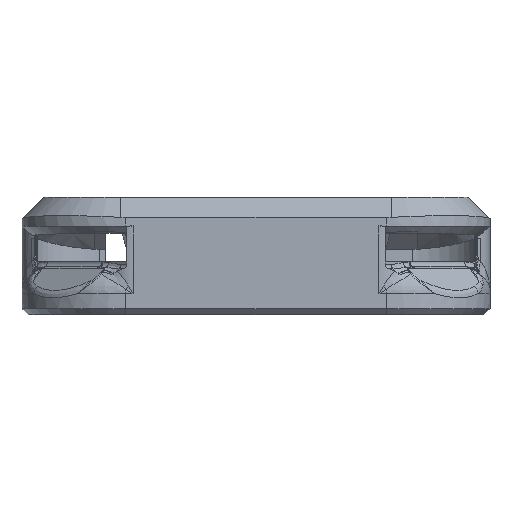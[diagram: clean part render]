
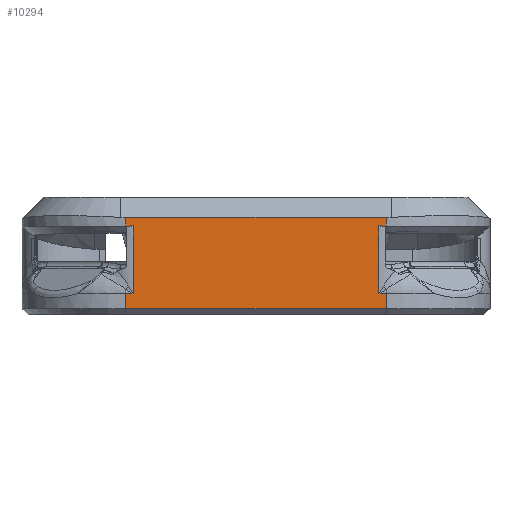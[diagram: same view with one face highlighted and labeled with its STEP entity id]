
A CAD part, front view. The second image highlights one B-rep face of the part: STEP entity #10294.
In plain terms, the highlighted planar face has unit normal (0, -1, 0).
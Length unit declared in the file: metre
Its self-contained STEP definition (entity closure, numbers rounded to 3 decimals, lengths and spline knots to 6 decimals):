
#556=LINE('',#16391,#1241);
#557=LINE('',#16394,#1242);
#558=LINE('',#16401,#1243);
#559=LINE('',#16408,#1244);
#560=LINE('',#16410,#1245);
#561=LINE('',#16412,#1246);
#562=LINE('',#16419,#1247);
#563=LINE('',#16426,#1248);
#1241=VECTOR('',#13086,1.);
#1242=VECTOR('',#13087,1.);
#1243=VECTOR('',#13088,1.);
#1244=VECTOR('',#13089,1.);
#1245=VECTOR('',#13090,1.);
#1246=VECTOR('',#13091,1.);
#1247=VECTOR('',#13092,1.);
#1248=VECTOR('',#13093,1.);
#1651=PLANE('',#11189);
#2114=B_SPLINE_CURVE_WITH_KNOTS('',3,(#16396,#16397,#16398,#16399),
 .UNSPECIFIED.,.F.,.F.,(4,4),(0.008617,0.010045),
 .UNSPECIFIED.);
#2115=B_SPLINE_CURVE_WITH_KNOTS('',3,(#16403,#16404,#16405,#16406),
 .UNSPECIFIED.,.F.,.F.,(4,4),(0.005276,0.006694),
 .UNSPECIFIED.);
#2116=B_SPLINE_CURVE_WITH_KNOTS('',3,(#16414,#16415,#16416,#16417),
 .UNSPECIFIED.,.F.,.F.,(4,4),(0.005276,0.006694),
 .UNSPECIFIED.);
#2117=B_SPLINE_CURVE_WITH_KNOTS('',3,(#16421,#16422,#16423,#16424),
 .UNSPECIFIED.,.F.,.F.,(4,4),(0.008617,0.010045),
 .UNSPECIFIED.);
#3607=ORIENTED_EDGE('',*,*,#6261,.T.);
#3608=ORIENTED_EDGE('',*,*,#6262,.F.);
#3609=ORIENTED_EDGE('',*,*,#6263,.F.);
#3610=ORIENTED_EDGE('',*,*,#6264,.F.);
#3611=ORIENTED_EDGE('',*,*,#6265,.F.);
#3612=ORIENTED_EDGE('',*,*,#6266,.F.);
#3613=ORIENTED_EDGE('',*,*,#6267,.T.);
#3614=ORIENTED_EDGE('',*,*,#6268,.T.);
#3615=ORIENTED_EDGE('',*,*,#6269,.T.);
#3616=ORIENTED_EDGE('',*,*,#6270,.T.);
#3617=ORIENTED_EDGE('',*,*,#6271,.T.);
#3618=ORIENTED_EDGE('',*,*,#6272,.T.);
#6261=EDGE_CURVE('',#7663,#7664,#556,.T.);
#6262=EDGE_CURVE('',#7665,#7664,#557,.T.);
#6263=EDGE_CURVE('',#7666,#7665,#2114,.T.);
#6264=EDGE_CURVE('',#7667,#7666,#558,.F.);
#6265=EDGE_CURVE('',#7668,#7667,#2115,.T.);
#6266=EDGE_CURVE('',#7669,#7668,#559,.T.);
#6267=EDGE_CURVE('',#7669,#7670,#560,.F.);
#6268=EDGE_CURVE('',#7670,#7671,#561,.T.);
#6269=EDGE_CURVE('',#7671,#7672,#2116,.T.);
#6270=EDGE_CURVE('',#7672,#7673,#562,.F.);
#6271=EDGE_CURVE('',#7673,#7674,#2117,.T.);
#6272=EDGE_CURVE('',#7674,#7663,#563,.T.);
#7663=VERTEX_POINT('',#16392);
#7664=VERTEX_POINT('',#16393);
#7665=VERTEX_POINT('',#16395);
#7666=VERTEX_POINT('',#16400);
#7667=VERTEX_POINT('',#16402);
#7668=VERTEX_POINT('',#16407);
#7669=VERTEX_POINT('',#16409);
#7670=VERTEX_POINT('',#16411);
#7671=VERTEX_POINT('',#16413);
#7672=VERTEX_POINT('',#16418);
#7673=VERTEX_POINT('',#16420);
#7674=VERTEX_POINT('',#16425);
#8882=EDGE_LOOP('',(#3607,#3608,#3609,#3610,#3611,#3612,#3613,#3614,#3615,
#3616,#3617,#3618));
#9614=FACE_BOUND('',#8882,.T.);
#10294=ADVANCED_FACE('',(#9614),#1651,.T.);
#11189=AXIS2_PLACEMENT_3D('',#16390,#13084,#13085);
#13084=DIRECTION('',(0.,-1.,0.));
#13085=DIRECTION('',(0.,0.,-1.));
#13086=DIRECTION('',(1.,0.,0.));
#13087=DIRECTION('',(0.,0.,-1.));
#13088=DIRECTION('',(0.,0.,1.));
#13089=DIRECTION('',(0.,0.,-1.));
#13090=DIRECTION('',(1.,0.,0.));
#13091=DIRECTION('',(0.,0.,-1.));
#13092=DIRECTION('',(0.,0.,1.));
#13093=DIRECTION('',(0.,0.,-1.));
#16390=CARTESIAN_POINT('',(-0.013075,-0.0536,0.0203));
#16391=CARTESIAN_POINT('',(-0.013075,-0.0536,-0.0012));
#16392=CARTESIAN_POINT('',(-0.02515,-0.0536,-0.0012));
#16393=CARTESIAN_POINT('',(0.02515,-0.0536,-0.0012));
#16394=CARTESIAN_POINT('',(0.02515,-0.0536,0.0203));
#16395=CARTESIAN_POINT('',(0.02515,-0.0536,0.001715));
#16396=CARTESIAN_POINT('',(0.023723,-0.0536,0.001642));
#16397=CARTESIAN_POINT('',(0.024194,-0.0536,0.00169));
#16398=CARTESIAN_POINT('',(0.02467,-0.0536,0.001715));
#16399=CARTESIAN_POINT('',(0.02515,-0.0536,0.001715));
#16400=CARTESIAN_POINT('',(0.023723,-0.0536,0.001642));
#16401=CARTESIAN_POINT('',(0.023723,-0.0536,0.0203));
#16402=CARTESIAN_POINT('',(0.023723,-0.0536,0.01476));
#16403=CARTESIAN_POINT('',(0.02515,-0.0536,0.014709));
#16404=CARTESIAN_POINT('',(0.024675,-0.0536,0.014709));
#16405=CARTESIAN_POINT('',(0.024196,-0.0536,0.014726));
#16406=CARTESIAN_POINT('',(0.023723,-0.0536,0.01476));
#16407=CARTESIAN_POINT('',(0.02515,-0.0536,0.014709));
#16408=CARTESIAN_POINT('',(0.02515,-0.0536,0.0203));
#16409=CARTESIAN_POINT('',(0.02515,-0.0536,0.016393));
#16410=CARTESIAN_POINT('',(-0.013075,-0.0536,0.016393));
#16411=CARTESIAN_POINT('',(-0.02515,-0.0536,0.016393));
#16412=CARTESIAN_POINT('',(-0.02515,-0.0536,0.0203));
#16413=CARTESIAN_POINT('',(-0.02515,-0.0536,0.014709));
#16414=CARTESIAN_POINT('',(-0.02515,-0.0536,0.014709));
#16415=CARTESIAN_POINT('',(-0.024675,-0.0536,0.014709));
#16416=CARTESIAN_POINT('',(-0.024196,-0.0536,0.014726));
#16417=CARTESIAN_POINT('',(-0.023723,-0.0536,0.01476));
#16418=CARTESIAN_POINT('',(-0.023723,-0.0536,0.01476));
#16419=CARTESIAN_POINT('',(-0.023723,-0.0536,0.0203));
#16420=CARTESIAN_POINT('',(-0.023723,-0.0536,0.001642));
#16421=CARTESIAN_POINT('',(-0.023723,-0.0536,0.001642));
#16422=CARTESIAN_POINT('',(-0.024194,-0.0536,0.00169));
#16423=CARTESIAN_POINT('',(-0.02467,-0.0536,0.001715));
#16424=CARTESIAN_POINT('',(-0.02515,-0.0536,0.001715));
#16425=CARTESIAN_POINT('',(-0.02515,-0.0536,0.001715));
#16426=CARTESIAN_POINT('',(-0.02515,-0.0536,0.0203));
